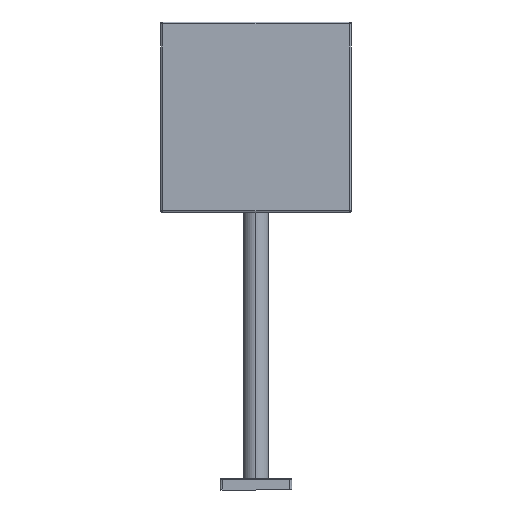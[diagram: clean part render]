
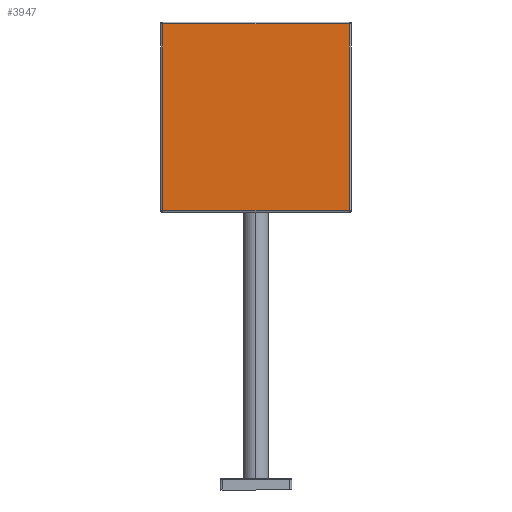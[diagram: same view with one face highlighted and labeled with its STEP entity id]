
A CAD part, front view. The second image highlights one B-rep face of the part: STEP entity #3947.
In plain terms, the highlighted planar face has unit normal (0, -1, 0).
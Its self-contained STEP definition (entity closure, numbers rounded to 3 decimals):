
#35 = DIRECTION ( 'NONE',  ( 0., 0., 1. ) ) ;
#282 = DIRECTION ( 'NONE',  ( -1., 0., 0. ) ) ;
#389 = CARTESIAN_POINT ( 'NONE',  ( 97.7, -121.945, 482.7 ) ) ;
#555 = VERTEX_POINT ( 'NONE', #2882 ) ;
#589 = CARTESIAN_POINT ( 'NONE',  ( 97.7, -121.945, 482.7 ) ) ;
#606 = VERTEX_POINT ( 'NONE', #1192 ) ;
#732 = VERTEX_POINT ( 'NONE', #589 ) ;
#749 = VECTOR ( 'NONE', #1574, 1000. ) ;
#785 = LINE ( 'NONE', #3672, #1487 ) ;
#1089 = CARTESIAN_POINT ( 'NONE',  ( -97.7, -121.945, 482.7 ) ) ;
#1176 = LINE ( 'NONE', #1977, #749 ) ;
#1187 = EDGE_CURVE ( 'NONE', #606, #555, #785, .T. ) ;
#1192 = CARTESIAN_POINT ( 'NONE',  ( 97.7, -121.945, 287.3 ) ) ;
#1334 = CARTESIAN_POINT ( 'NONE',  ( 97.7, -121.945, 385. ) ) ;
#1487 = VECTOR ( 'NONE', #282, 1000. ) ;
#1574 = DIRECTION ( 'NONE',  ( 1., 0., 0. ) ) ;
#1584 = LINE ( 'NONE', #3378, #2015 ) ;
#1742 = EDGE_CURVE ( 'NONE', #555, #3731, #1584, .T. ) ;
#1977 = CARTESIAN_POINT ( 'NONE',  ( 0., -121.945, 482.7 ) ) ;
#1998 = DIRECTION ( 'NONE',  ( 0., 0., -1. ) ) ;
#2015 = VECTOR ( 'NONE', #35, 1000. ) ;
#2043 = AXIS2_PLACEMENT_3D ( 'NONE', #389, #2100, #3050 ) ;
#2100 = DIRECTION ( 'NONE',  ( 0., 1., 0. ) ) ;
#2213 = LINE ( 'NONE', #1334, #3536 ) ;
#2334 = EDGE_CURVE ( 'NONE', #732, #606, #2213, .T. ) ;
#2383 = FACE_OUTER_BOUND ( 'NONE', #3160, .T. ) ;
#2439 = PLANE ( 'NONE',  #2043 ) ;
#2882 = CARTESIAN_POINT ( 'NONE',  ( -97.7, -121.945, 287.3 ) ) ;
#2993 = ORIENTED_EDGE ( 'NONE', *, *, #2334, .F. ) ;
#3041 = ORIENTED_EDGE ( 'NONE', *, *, #1742, .F. ) ;
#3050 = DIRECTION ( 'NONE',  ( 0., 0., -1. ) ) ;
#3160 = EDGE_LOOP ( 'NONE', ( #2993, #3881, #3041, #3718 ) ) ;
#3378 = CARTESIAN_POINT ( 'NONE',  ( -97.7, -121.945, 385. ) ) ;
#3536 = VECTOR ( 'NONE', #1998, 1000. ) ;
#3672 = CARTESIAN_POINT ( 'NONE',  ( 0., -121.945, 287.3 ) ) ;
#3718 = ORIENTED_EDGE ( 'NONE', *, *, #1187, .F. ) ;
#3731 = VERTEX_POINT ( 'NONE', #1089 ) ;
#3778 = EDGE_CURVE ( 'NONE', #3731, #732, #1176, .T. ) ;
#3881 = ORIENTED_EDGE ( 'NONE', *, *, #3778, .F. ) ;
#3947 = ADVANCED_FACE ( 'NONE', ( #2383 ), #2439, .F. ) ;
